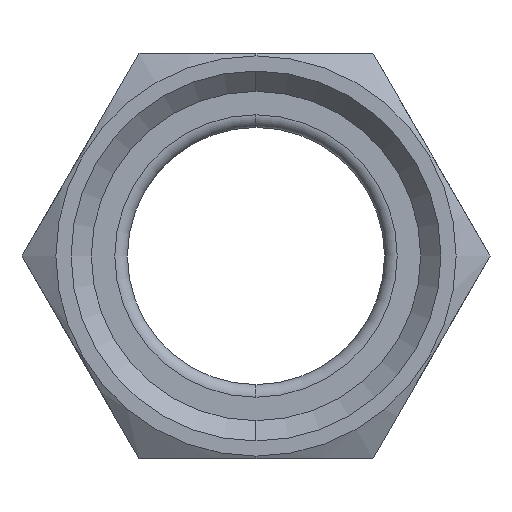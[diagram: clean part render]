
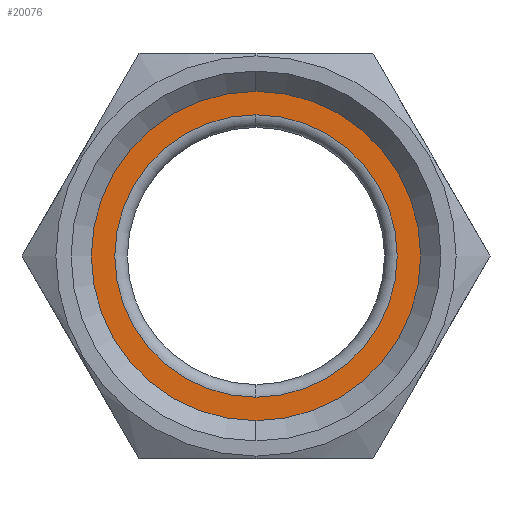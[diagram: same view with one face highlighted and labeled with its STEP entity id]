
A CAD part, front view. The second image highlights one B-rep face of the part: STEP entity #20076.
In plain terms, the highlighted planar face has unit normal (0, -1, 0).
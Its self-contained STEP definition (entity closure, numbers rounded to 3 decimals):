
#1077 = CARTESIAN_POINT ( 'NONE',  ( 6.5, 8.5, 0. ) ) ;
#1078 = DIRECTION ( 'NONE',  ( 0., 0., 1. ) ) ;
#1092 = PLANE ( 'NONE',  #4532 ) ;
#1105 = DIRECTION ( 'NONE',  ( 0., 1., 0. ) ) ;
#2816 = DIRECTION ( 'NONE',  ( 0., 0., -1. ) ) ;
#2818 = DIRECTION ( 'NONE',  ( 0., -1., 0. ) ) ;
#2821 = CARTESIAN_POINT ( 'NONE',  ( 0., 8.5, 0. ) ) ;
#3108 = CARTESIAN_POINT ( 'NONE',  ( 0., 8.5, 0. ) ) ;
#3157 = DIRECTION ( 'NONE',  ( 0., -1., 0. ) ) ;
#3237 = DIRECTION ( 'NONE',  ( 0., 0., -1. ) ) ;
#4519 = AXIS2_PLACEMENT_3D ( 'NONE', #2821, #2818, #2816 ) ;
#4532 = AXIS2_PLACEMENT_3D ( 'NONE', #1077, #1105, #1078 ) ;
#4536 = AXIS2_PLACEMENT_3D ( 'NONE', #8837, #8838, #8839 ) ;
#4540 = AXIS2_PLACEMENT_3D ( 'NONE', #7781, #7782, #7783 ) ;
#4543 = CIRCLE ( 'NONE', #4519, 6.5 ) ;
#4547 = CIRCLE ( 'NONE', #4540, 5.575 ) ;
#4593 = CIRCLE ( 'NONE', #4536, 6.5 ) ;
#4600 = CIRCLE ( 'NONE', #4630, 5.575 ) ;
#4630 = AXIS2_PLACEMENT_3D ( 'NONE', #3108, #3157, #3237 ) ;
#7781 = CARTESIAN_POINT ( 'NONE',  ( 0., 8.5, 0. ) ) ;
#7782 = DIRECTION ( 'NONE',  ( 0., -1., 0. ) ) ;
#7783 = DIRECTION ( 'NONE',  ( 0., 0., -1. ) ) ;
#8837 = CARTESIAN_POINT ( 'NONE',  ( 0., 8.5, 0. ) ) ;
#8838 = DIRECTION ( 'NONE',  ( 0., -1., 0. ) ) ;
#8839 = DIRECTION ( 'NONE',  ( 0., 0., -1. ) ) ;
#9080 = CARTESIAN_POINT ( 'NONE',  ( 0., 8.5, 5.575 ) ) ;
#9084 = CARTESIAN_POINT ( 'NONE',  ( 0., 8.5, -5.575 ) ) ;
#9089 = CARTESIAN_POINT ( 'NONE',  ( 0., 8.5, 6.5 ) ) ;
#9092 = CARTESIAN_POINT ( 'NONE',  ( 0., 8.5, -6.5 ) ) ;
#17829 = EDGE_CURVE ( 'NONE', #21673, #21668, #4600, .T. ) ;
#17852 = EDGE_CURVE ( 'NONE', #21680, #21685, #4543, .T. ) ;
#19989 = ORIENTED_EDGE ( 'NONE', *, *, #20105, .T. ) ;
#19996 = EDGE_LOOP ( 'NONE', ( #19989, #20015 ) ) ;
#20015 = ORIENTED_EDGE ( 'NONE', *, *, #17852, .T. ) ;
#20058 = EDGE_LOOP ( 'NONE', ( #20063, #20061 ) ) ;
#20061 = ORIENTED_EDGE ( 'NONE', *, *, #20094, .F. ) ;
#20063 = ORIENTED_EDGE ( 'NONE', *, *, #17829, .F. ) ;
#20076 = ADVANCED_FACE ( 'NONE', ( #20622, #20601 ), #1092, .F. ) ;
#20094 = EDGE_CURVE ( 'NONE', #21668, #21673, #4547, .T. ) ;
#20105 = EDGE_CURVE ( 'NONE', #21685, #21680, #4593, .T. ) ;
#20601 = FACE_OUTER_BOUND ( 'NONE', #19996, .T. ) ;
#20622 = FACE_BOUND ( 'NONE', #20058, .T. ) ;
#21668 = VERTEX_POINT ( 'NONE', #9080 ) ;
#21673 = VERTEX_POINT ( 'NONE', #9084 ) ;
#21680 = VERTEX_POINT ( 'NONE', #9089 ) ;
#21685 = VERTEX_POINT ( 'NONE', #9092 ) ;
